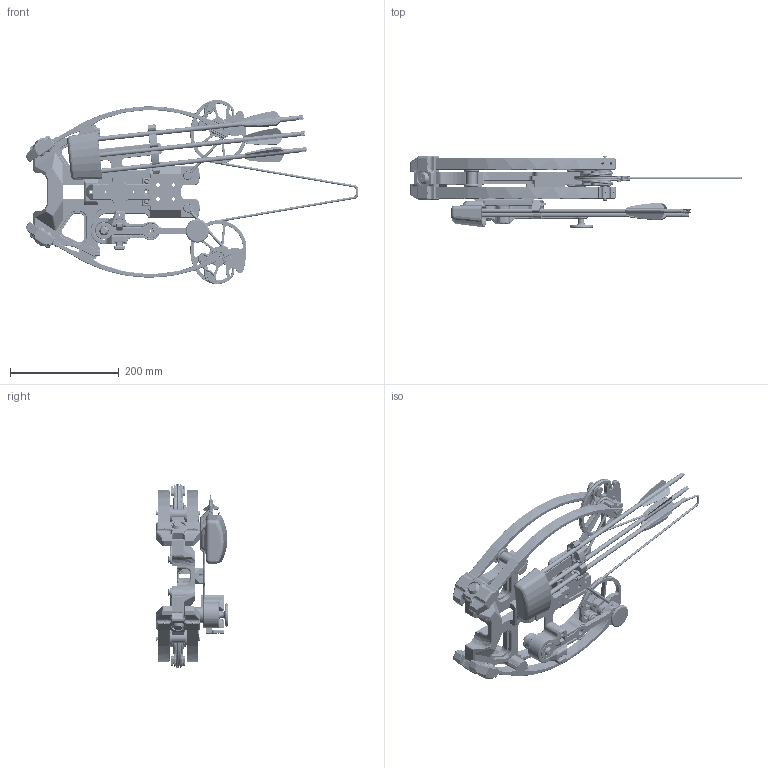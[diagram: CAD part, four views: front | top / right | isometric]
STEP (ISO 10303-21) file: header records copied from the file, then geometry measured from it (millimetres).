
FILE_DESCRIPTION(('FreeCAD Model'),'2;1');
FILE_NAME('Open CASCADE Shape Model','2025-05-07T21:02:02',('FreeCAD'),( 'FreeCAD'),'Open CASCADE STEP processor 7.6','FreeCAD','Unknown');
FILE_SCHEMA(('AUTOMOTIVE_DESIGN { 1 0 10303 214 1 1 1 1 }'));
Products named in the file (1): Open CASCADE STEP translator 7.6 1
Bounding box: 609.62 x 132.33 x 337.89 mm (x, y, z)
Volume: 1688685.7 mm3; surface area: 616084.3 mm2
Topology: 84 solids, 89 shells, 5207 faces, 12362 edges, 7365 vertices
Faces by surface type: bspline 5207
Entity records: 163299 total; most frequent: CARTESIAN_POINT 94207, ORIENTED_EDGE 24587, EDGE_CURVE 12304, VERTEX_POINT 7365, B_SPLINE_CURVE_WITH_KNOTS 6666, FACE_BOUND 5548, EDGE_LOOP 5548, ADVANCED_FACE 5207
